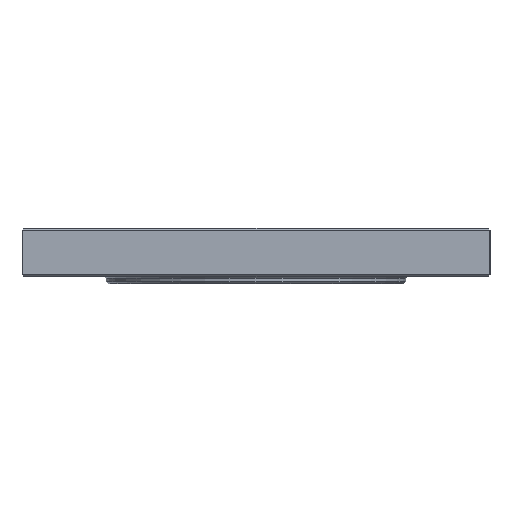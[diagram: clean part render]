
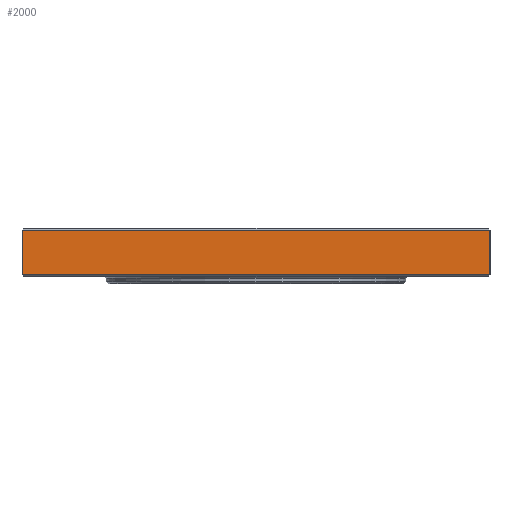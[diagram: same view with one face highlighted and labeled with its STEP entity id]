
A CAD part, left-side view. The second image highlights one B-rep face of the part: STEP entity #2000.
In plain terms, the highlighted planar face has unit normal (-1, 0, 0).
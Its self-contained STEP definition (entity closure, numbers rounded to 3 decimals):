
#93=PLANE('',#2176);
#187=FACE_OUTER_BOUND('',#323,.T.);
#323=EDGE_LOOP('',(#1580,#1581,#1582,#1583));
#487=LINE('',#3099,#694);
#515=LINE('',#3160,#722);
#517=LINE('',#3164,#724);
#518=LINE('',#3165,#725);
#694=VECTOR('',#2482,10.);
#722=VECTOR('',#2548,10.);
#724=VECTOR('',#2552,10.);
#725=VECTOR('',#2553,10.);
#978=VERTEX_POINT('',#3087);
#981=VERTEX_POINT('',#3097);
#995=VERTEX_POINT('',#3159);
#996=VERTEX_POINT('',#3163);
#1176=EDGE_CURVE('',#981,#978,#487,.T.);
#1206=EDGE_CURVE('',#995,#978,#515,.T.);
#1208=EDGE_CURVE('',#996,#981,#517,.T.);
#1209=EDGE_CURVE('',#995,#996,#518,.T.);
#1580=ORIENTED_EDGE('',*,*,#1176,.F.);
#1581=ORIENTED_EDGE('',*,*,#1208,.F.);
#1582=ORIENTED_EDGE('',*,*,#1209,.F.);
#1583=ORIENTED_EDGE('',*,*,#1206,.T.);
#2000=ADVANCED_FACE('',(#187),#93,.T.);
#2176=AXIS2_PLACEMENT_3D('',#3162,#2550,#2551);
#2482=DIRECTION('',(0.,-1.,0.));
#2548=DIRECTION('',(0.,0.,1.));
#2550=DIRECTION('center_axis',(-1.,0.,0.));
#2551=DIRECTION('ref_axis',(0.,-1.,0.));
#2552=DIRECTION('',(0.,0.,1.));
#2553=DIRECTION('',(0.,1.,0.));
#3087=CARTESIAN_POINT('',(-60.,-68.,13.5));
#3097=CARTESIAN_POINT('',(-60.,68.,13.5));
#3099=CARTESIAN_POINT('',(-60.,34.,13.5));
#3159=CARTESIAN_POINT('',(-60.,-68.,0.5));
#3160=CARTESIAN_POINT('',(-60.,-68.,0.));
#3162=CARTESIAN_POINT('Origin',(-60.,68.,0.));
#3163=CARTESIAN_POINT('',(-60.,68.,0.5));
#3164=CARTESIAN_POINT('',(-60.,68.,0.));
#3165=CARTESIAN_POINT('',(-60.,34.,0.5));
